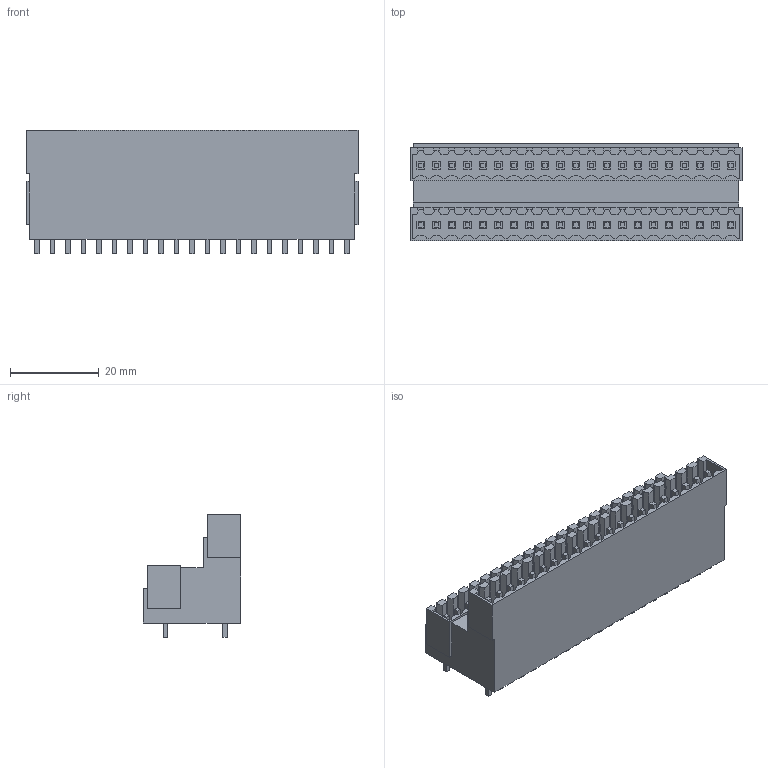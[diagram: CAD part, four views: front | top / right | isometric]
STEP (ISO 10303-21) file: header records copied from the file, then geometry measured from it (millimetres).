
FILE_DESCRIPTION(('CATIA V5 STEP Exchange','CAx-IF Rec.Pracs.--- Model Styling and Organization---1.4--- 2014-01-23'),'2;1');
FILE_NAME ('D1458758_1_1891280000_1891280000.stp','2022-08-10T11:49:54+00:00',('none'),('Weidmueller'),'CATIA Version 5-6 Release 2016 SP3 HF44','CATIA V5 STEP AP214','none');
FILE_SCHEMA(('AUTOMOTIVE_DESIGN { 1 0 10303 214 1 1 1 1 }'));
Length unit declared in the file: millimetre
Products named in the file (1): 1891280000
Bounding box: 74.9 x 22 x 27.77 mm (x, y, z)
Volume: 22023.4 mm3; surface area: 14712 mm2
Topology: 43 solids, 43 shells, 996 faces, 2854 edges, 1986 vertices
Faces by surface type: plane 954, cylinder 42
Entity records: 30202 total; most frequent: ORIENTED_EDGE 5708, CARTESIAN_POINT 5443, DIRECTION 4058, EDGE_CURVE 2854, VECTOR 2770, LINE 2770, VERTEX_POINT 1986, EDGE_LOOP 1038
